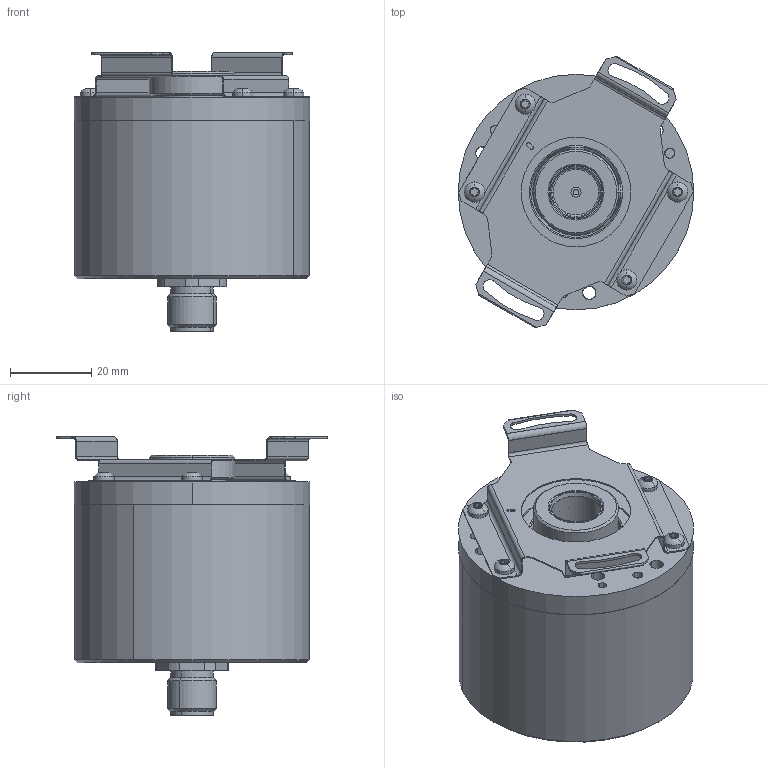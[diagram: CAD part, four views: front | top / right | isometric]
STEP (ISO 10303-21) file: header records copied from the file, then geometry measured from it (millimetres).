
FILE_DESCRIPTION((''),'2;1');
FILE_NAME('736779','2010-10-14T',('se2802'),(''),'PRO/ENGINEER BY PARAMETRIC TECHNOLOGY CORPORATION, 2010180','PRO/ENGINEER BY PARAMETRIC TECHNOLOGY CORPORATION, 2010180','');
FILE_SCHEMA(('CONFIG_CONTROL_DESIGN'));
Length unit declared in the file: millimetre
Products named in the file (1): 736779
Bounding box: 58 x 66.89 x 68.7 mm (x, y, z)
Volume: 69252.9 mm3; surface area: 43159.6 mm2
Topology: 1 solids, 2 shells, 1175 faces, 3277 edges, 2060 vertices
Faces by surface type: cylinder 530, plane 421, cone 115, torus 91, sphere 16, revolution 2
Entity records: 40153 total; most frequent: CARTESIAN_POINT 8832, DIRECTION 7036, ORIENTED_EDGE 6510, EDGE_CURVE 3255, AXIS2_PLACEMENT_3D 2788, VERTEX_POINT 2061, CIRCLE 1615, VECTOR 1458
